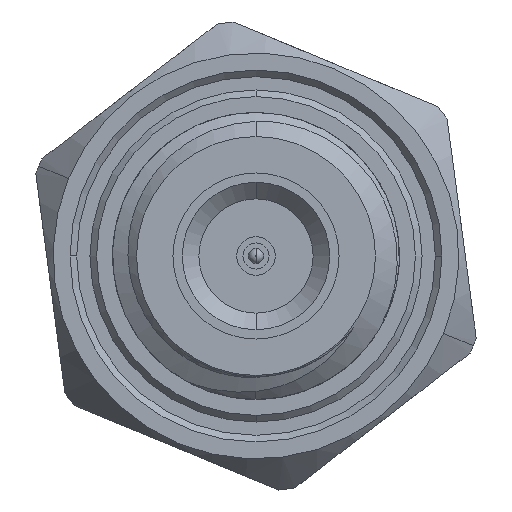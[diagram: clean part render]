
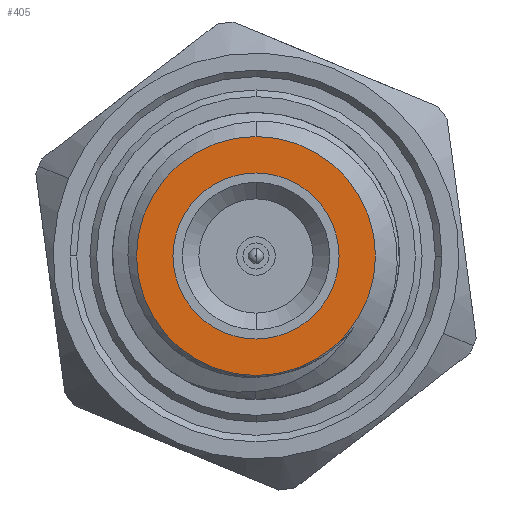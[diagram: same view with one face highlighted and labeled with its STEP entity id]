
A CAD part, left-side view. The second image highlights one B-rep face of the part: STEP entity #405.
In plain terms, the highlighted planar face has unit normal (-1, 0, 0).
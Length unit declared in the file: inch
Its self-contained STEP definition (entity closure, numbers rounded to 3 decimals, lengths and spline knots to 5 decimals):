
#120 = CARTESIAN_POINT ( 'NONE',  ( 0.11449, 0.108, 0. ) ) ;
#141 = DIRECTION ( 'NONE',  ( 0., 0., -1. ) ) ;
#277 = DIRECTION ( 'NONE',  ( -1., 0., 0. ) ) ;
#405 = ADVANCED_FACE ( 'NONE', ( #1826, #3897 ), #4661, .F. ) ;
#451 = ORIENTED_EDGE ( 'NONE', *, *, #3383, .F. ) ;
#578 = AXIS2_PLACEMENT_3D ( 'NONE', #2982, #3367, #4228 ) ;
#750 = VERTEX_POINT ( 'NONE', #1550 ) ;
#774 = CARTESIAN_POINT ( 'NONE',  ( 0.11449, 0., 0.0625 ) ) ;
#933 = EDGE_CURVE ( 'NONE', #1128, #3416, #3397, .T. ) ;
#1128 = VERTEX_POINT ( 'NONE', #774 ) ;
#1334 = VERTEX_POINT ( 'NONE', #1758 ) ;
#1350 = DIRECTION ( 'NONE',  ( -1., 0., 0. ) ) ;
#1513 = DIRECTION ( 'NONE',  ( 0., 0., -1. ) ) ;
#1550 = CARTESIAN_POINT ( 'NONE',  ( 0.11449, 0., -0.09 ) ) ;
#1758 = CARTESIAN_POINT ( 'NONE',  ( 0.11449, 0., 0.09 ) ) ;
#1794 = AXIS2_PLACEMENT_3D ( 'NONE', #3868, #1350, #141 ) ;
#1826 = FACE_BOUND ( 'NONE', #5108, .T. ) ;
#2280 = ORIENTED_EDGE ( 'NONE', *, *, #3285, .T. ) ;
#2435 = ORIENTED_EDGE ( 'NONE', *, *, #3914, .T. ) ;
#2599 = CIRCLE ( 'NONE', #578, 0.09 ) ;
#2673 = CARTESIAN_POINT ( 'NONE',  ( 0.11449, 0., 0. ) ) ;
#2681 = AXIS2_PLACEMENT_3D ( 'NONE', #2673, #4696, #3038 ) ;
#2862 = CIRCLE ( 'NONE', #2681, 0.0625 ) ;
#2875 = AXIS2_PLACEMENT_3D ( 'NONE', #4821, #277, #1513 ) ;
#2982 = CARTESIAN_POINT ( 'NONE',  ( 0.11449, 0., 0. ) ) ;
#3038 = DIRECTION ( 'NONE',  ( 0., 0., -1. ) ) ;
#3058 = DIRECTION ( 'NONE',  ( 1., 0., 0. ) ) ;
#3285 = EDGE_CURVE ( 'NONE', #1334, #750, #2599, .T. ) ;
#3367 = DIRECTION ( 'NONE',  ( -1., 0., 0. ) ) ;
#3383 = EDGE_CURVE ( 'NONE', #3416, #1128, #2862, .T. ) ;
#3397 = CIRCLE ( 'NONE', #2875, 0.0625 ) ;
#3416 = VERTEX_POINT ( 'NONE', #3499 ) ;
#3499 = CARTESIAN_POINT ( 'NONE',  ( 0.11449, 0., -0.0625 ) ) ;
#3868 = CARTESIAN_POINT ( 'NONE',  ( 0.11449, 0., 0. ) ) ;
#3897 = FACE_OUTER_BOUND ( 'NONE', #5104, .T. ) ;
#3914 = EDGE_CURVE ( 'NONE', #750, #1334, #5120, .T. ) ;
#3915 = AXIS2_PLACEMENT_3D ( 'NONE', #120, #3058, #4277 ) ;
#4228 = DIRECTION ( 'NONE',  ( 0., 0., -1. ) ) ;
#4277 = DIRECTION ( 'NONE',  ( 0., 1., 0. ) ) ;
#4661 = PLANE ( 'NONE',  #3915 ) ;
#4696 = DIRECTION ( 'NONE',  ( -1., 0., 0. ) ) ;
#4821 = CARTESIAN_POINT ( 'NONE',  ( 0.11449, 0., 0. ) ) ;
#5104 = EDGE_LOOP ( 'NONE', ( #2435, #2280 ) ) ;
#5108 = EDGE_LOOP ( 'NONE', ( #451, #5143 ) ) ;
#5120 = CIRCLE ( 'NONE', #1794, 0.09 ) ;
#5143 = ORIENTED_EDGE ( 'NONE', *, *, #933, .F. ) ;
